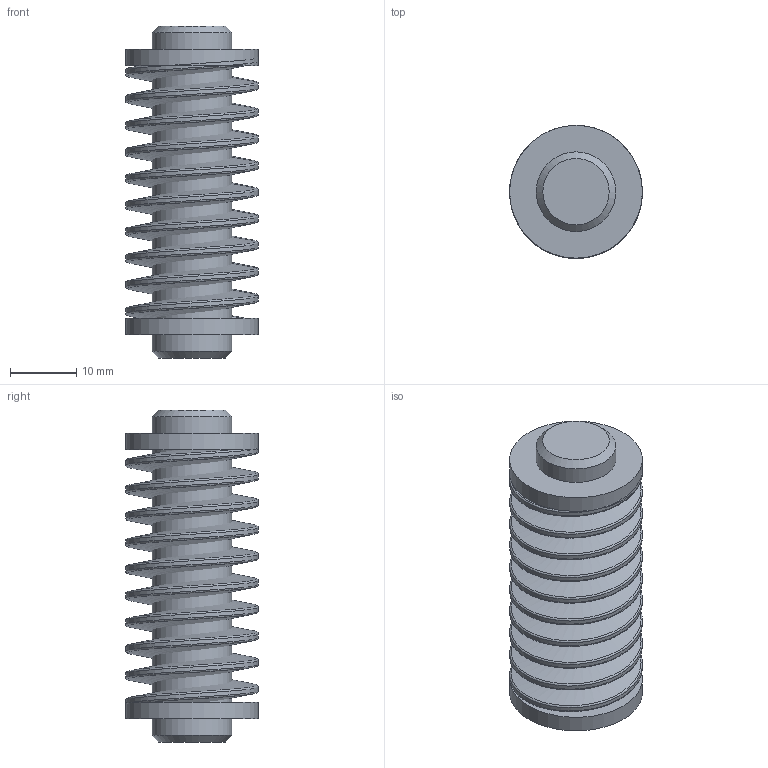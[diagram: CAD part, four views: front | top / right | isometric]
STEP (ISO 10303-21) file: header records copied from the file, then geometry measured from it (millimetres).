
FILE_DESCRIPTION(('FreeCAD Model'),'2;1');
FILE_NAME( 'wormBodyC.step', '2016-08-05T18:01:07',('Author'),(''), 'Open CASCADE STEP processor 6.8','FreeCAD','Unknown');
FILE_SCHEMA(('AUTOMOTIVE_DESIGN_CC2 { 1 2 10303 214 -1 1 5 4 }'));
Length unit declared in the file: millimetre
Products named in the file (1): Compound
Bounding box: 20 x 20 x 50 mm (x, y, z)
Volume: 10803.1 mm3; surface area: 9119.3 mm2
Topology: 2 solids, 2 shells, 147 faces, 327 edges, 184 vertices
Faces by surface type: bspline 132, plane 8, cylinder 5, cone 2
Full cylindrical faces by diameter (mm): 12 x3, 20 x2
Entity records: 14579 total; most frequent: CARTESIAN_POINT 9920, ORIENTED_EDGE 646, PCURVE 646, DEFINITIONAL_REPRESENTATION 646, B_SPLINE_CURVE_WITH_KNOTS 494, EDGE_CURVE 323, SURFACE_CURVE 316, DIRECTION 307
